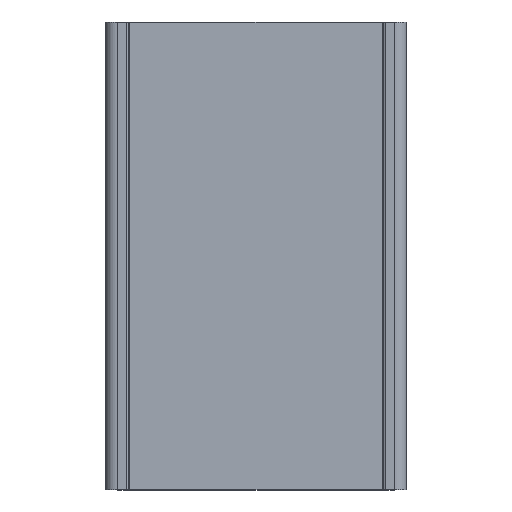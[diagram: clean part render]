
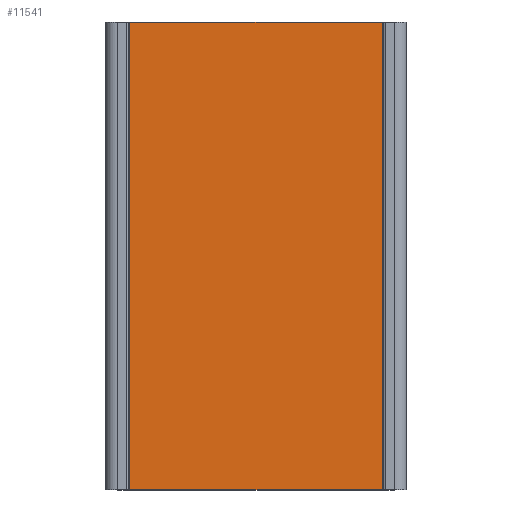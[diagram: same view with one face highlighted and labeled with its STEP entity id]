
A CAD part, top view. The second image highlights one B-rep face of the part: STEP entity #11541.
In plain terms, the highlighted face is planar.
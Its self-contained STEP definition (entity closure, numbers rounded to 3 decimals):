
#56 = PLANE('',#57);
#57 = AXIS2_PLACEMENT_3D('',#58,#59,#60);
#58 = CARTESIAN_POINT('',(0.,0.314,80.));
#59 = DIRECTION('',(0.,0.,1.));
#60 = DIRECTION('',(1.,0.,-0.));
#117 = PLANE('',#118);
#118 = AXIS2_PLACEMENT_3D('',#119,#120,#121);
#119 = CARTESIAN_POINT('',(0.,0.314,-80.));
#120 = DIRECTION('',(0.,0.,1.));
#121 = DIRECTION('',(1.,0.,-0.));
#11436 = VERTEX_POINT('',#11437);
#11437 = CARTESIAN_POINT('',(43.25,25.11,-80.));
#11452 = CYLINDRICAL_SURFACE('',#11453,1.);
#11453 = AXIS2_PLACEMENT_3D('',#11454,#11455,#11456);
#11454 = CARTESIAN_POINT('',(43.25,24.11,80.));
#11455 = DIRECTION('',(0.,0.,-1.));
#11456 = DIRECTION('',(1.,0.,0.));
#11464 = EDGE_CURVE('',#11436,#11465,#11467,.T.);
#11465 = VERTEX_POINT('',#11466);
#11466 = CARTESIAN_POINT('',(-43.25,25.11,-80.));
#11467 = SURFACE_CURVE('',#11468,(#11472,#11479),.PCURVE_S1.);
#11468 = LINE('',#11469,#11470);
#11469 = CARTESIAN_POINT('',(43.25,25.11,-80.));
#11470 = VECTOR('',#11471,1.);
#11471 = DIRECTION('',(-1.,0.,0.));
#11472 = PCURVE('',#117,#11473);
#11473 = DEFINITIONAL_REPRESENTATION('',(#11474),#11478);
#11474 = LINE('',#11475,#11476);
#11475 = CARTESIAN_POINT('',(43.25,24.796));
#11476 = VECTOR('',#11477,1.);
#11477 = DIRECTION('',(-1.,0.));
#11478 = ( GEOMETRIC_REPRESENTATION_CONTEXT(2) 
PARAMETRIC_REPRESENTATION_CONTEXT() REPRESENTATION_CONTEXT('2D SPACE',''
  ) );
#11479 = PCURVE('',#11480,#11485);
#11480 = PLANE('',#11481);
#11481 = AXIS2_PLACEMENT_3D('',#11482,#11483,#11484);
#11482 = CARTESIAN_POINT('',(0.,25.11,80.));
#11483 = DIRECTION('',(0.,1.,0.));
#11484 = DIRECTION('',(0.,-0.,1.));
#11485 = DEFINITIONAL_REPRESENTATION('',(#11486),#11490);
#11486 = LINE('',#11487,#11488);
#11487 = CARTESIAN_POINT('',(-160.,43.25));
#11488 = VECTOR('',#11489,1.);
#11489 = DIRECTION('',(0.,-1.));
#11490 = ( GEOMETRIC_REPRESENTATION_CONTEXT(2) 
PARAMETRIC_REPRESENTATION_CONTEXT() REPRESENTATION_CONTEXT('2D SPACE',''
  ) );
#11509 = CYLINDRICAL_SURFACE('',#11510,1.);
#11510 = AXIS2_PLACEMENT_3D('',#11511,#11512,#11513);
#11511 = CARTESIAN_POINT('',(-43.25,24.11,80.));
#11512 = DIRECTION('',(0.,0.,-1.));
#11513 = DIRECTION('',(0.,1.,0.));
#11541 = ADVANCED_FACE('',(#11542),#11480,.F.);
#11542 = FACE_BOUND('',#11543,.T.);
#11543 = EDGE_LOOP('',(#11544,#11545,#11568,#11591));
#11544 = ORIENTED_EDGE('',*,*,#11464,.F.);
#11545 = ORIENTED_EDGE('',*,*,#11546,.F.);
#11546 = EDGE_CURVE('',#11547,#11436,#11549,.T.);
#11547 = VERTEX_POINT('',#11548);
#11548 = CARTESIAN_POINT('',(43.25,25.11,80.));
#11549 = SURFACE_CURVE('',#11550,(#11554,#11561),.PCURVE_S1.);
#11550 = LINE('',#11551,#11552);
#11551 = CARTESIAN_POINT('',(43.25,25.11,80.));
#11552 = VECTOR('',#11553,1.);
#11553 = DIRECTION('',(0.,0.,-1.));
#11554 = PCURVE('',#11480,#11555);
#11555 = DEFINITIONAL_REPRESENTATION('',(#11556),#11560);
#11556 = LINE('',#11557,#11558);
#11557 = CARTESIAN_POINT('',(0.,43.25));
#11558 = VECTOR('',#11559,1.);
#11559 = DIRECTION('',(-1.,0.));
#11560 = ( GEOMETRIC_REPRESENTATION_CONTEXT(2) 
PARAMETRIC_REPRESENTATION_CONTEXT() REPRESENTATION_CONTEXT('2D SPACE',''
  ) );
#11561 = PCURVE('',#11452,#11562);
#11562 = DEFINITIONAL_REPRESENTATION('',(#11563),#11567);
#11563 = LINE('',#11564,#11565);
#11564 = CARTESIAN_POINT('',(4.712,0.));
#11565 = VECTOR('',#11566,1.);
#11566 = DIRECTION('',(0.,1.));
#11567 = ( GEOMETRIC_REPRESENTATION_CONTEXT(2) 
PARAMETRIC_REPRESENTATION_CONTEXT() REPRESENTATION_CONTEXT('2D SPACE',''
  ) );
#11568 = ORIENTED_EDGE('',*,*,#11569,.F.);
#11569 = EDGE_CURVE('',#11570,#11547,#11572,.T.);
#11570 = VERTEX_POINT('',#11571);
#11571 = CARTESIAN_POINT('',(-43.25,25.11,80.));
#11572 = SURFACE_CURVE('',#11573,(#11577,#11584),.PCURVE_S1.);
#11573 = LINE('',#11574,#11575);
#11574 = CARTESIAN_POINT('',(-43.25,25.11,80.));
#11575 = VECTOR('',#11576,1.);
#11576 = DIRECTION('',(1.,0.,0.));
#11577 = PCURVE('',#11480,#11578);
#11578 = DEFINITIONAL_REPRESENTATION('',(#11579),#11583);
#11579 = LINE('',#11580,#11581);
#11580 = CARTESIAN_POINT('',(0.,-43.25));
#11581 = VECTOR('',#11582,1.);
#11582 = DIRECTION('',(0.,1.));
#11583 = ( GEOMETRIC_REPRESENTATION_CONTEXT(2) 
PARAMETRIC_REPRESENTATION_CONTEXT() REPRESENTATION_CONTEXT('2D SPACE',''
  ) );
#11584 = PCURVE('',#56,#11585);
#11585 = DEFINITIONAL_REPRESENTATION('',(#11586),#11590);
#11586 = LINE('',#11587,#11588);
#11587 = CARTESIAN_POINT('',(-43.25,24.796));
#11588 = VECTOR('',#11589,1.);
#11589 = DIRECTION('',(1.,0.));
#11590 = ( GEOMETRIC_REPRESENTATION_CONTEXT(2) 
PARAMETRIC_REPRESENTATION_CONTEXT() REPRESENTATION_CONTEXT('2D SPACE',''
  ) );
#11591 = ORIENTED_EDGE('',*,*,#11592,.T.);
#11592 = EDGE_CURVE('',#11570,#11465,#11593,.T.);
#11593 = SURFACE_CURVE('',#11594,(#11598,#11605),.PCURVE_S1.);
#11594 = LINE('',#11595,#11596);
#11595 = CARTESIAN_POINT('',(-43.25,25.11,80.));
#11596 = VECTOR('',#11597,1.);
#11597 = DIRECTION('',(0.,0.,-1.));
#11598 = PCURVE('',#11480,#11599);
#11599 = DEFINITIONAL_REPRESENTATION('',(#11600),#11604);
#11600 = LINE('',#11601,#11602);
#11601 = CARTESIAN_POINT('',(0.,-43.25));
#11602 = VECTOR('',#11603,1.);
#11603 = DIRECTION('',(-1.,0.));
#11604 = ( GEOMETRIC_REPRESENTATION_CONTEXT(2) 
PARAMETRIC_REPRESENTATION_CONTEXT() REPRESENTATION_CONTEXT('2D SPACE',''
  ) );
#11605 = PCURVE('',#11509,#11606);
#11606 = DEFINITIONAL_REPRESENTATION('',(#11607),#11611);
#11607 = LINE('',#11608,#11609);
#11608 = CARTESIAN_POINT('',(6.283,0.));
#11609 = VECTOR('',#11610,1.);
#11610 = DIRECTION('',(0.,1.));
#11611 = ( GEOMETRIC_REPRESENTATION_CONTEXT(2) 
PARAMETRIC_REPRESENTATION_CONTEXT() REPRESENTATION_CONTEXT('2D SPACE',''
  ) );
